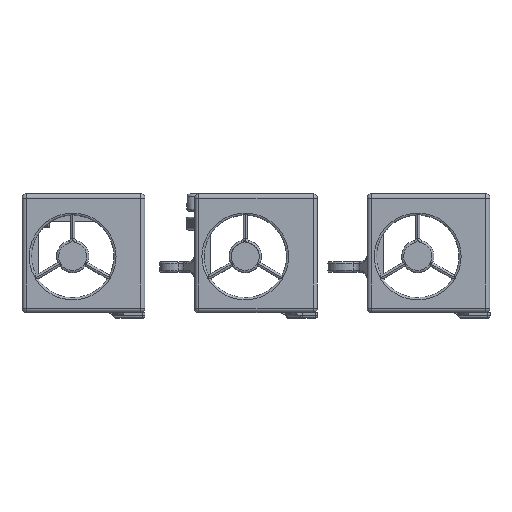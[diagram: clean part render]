
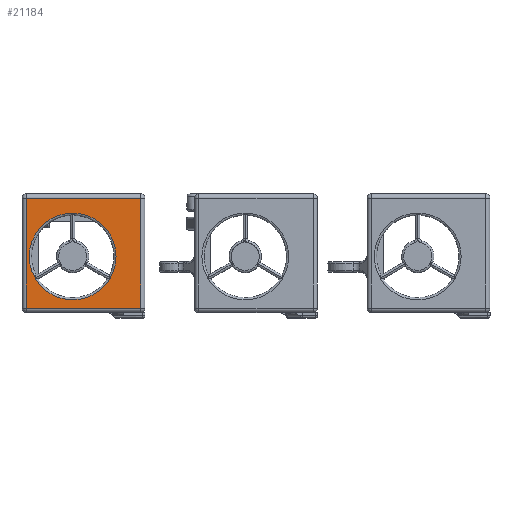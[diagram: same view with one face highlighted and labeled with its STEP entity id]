
A CAD part, top view. The second image highlights one B-rep face of the part: STEP entity #21184.
In plain terms, the highlighted planar face has unit normal (0, 0, 1).
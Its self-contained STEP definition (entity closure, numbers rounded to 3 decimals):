
#206=FACE_BOUND('',#6713,.T.);
#408=PLANE('',#22606);
#1234=LINE('',#33280,#3140);
#1235=LINE('',#33286,#3141);
#1237=LINE('',#33289,#3143);
#1238=LINE('',#33291,#3144);
#3140=VECTOR('',#25570,10.);
#3141=VECTOR('',#25579,10.);
#3143=VECTOR('',#25583,10.);
#3144=VECTOR('',#25586,10.);
#5462=FACE_OUTER_BOUND('',#6712,.T.);
#6712=EDGE_LOOP('',(#15557,#15558,#15559,#15560));
#6713=EDGE_LOOP('',(#15561,#15562,#15563));
#8288=CIRCLE('',#22607,20.1);
#8289=CIRCLE('',#22608,20.1);
#8290=CIRCLE('',#22609,20.1);
#9503=VERTEX_POINT('',#33260);
#9504=VERTEX_POINT('',#33266);
#9506=VERTEX_POINT('',#33271);
#9508=VERTEX_POINT('',#33282);
#9517=VERTEX_POINT('',#33324);
#9518=VERTEX_POINT('',#33325);
#9519=VERTEX_POINT('',#33327);
#11755=EDGE_CURVE('',#9503,#9506,#1234,.T.);
#11758=EDGE_CURVE('',#9506,#9508,#1235,.T.);
#11760=EDGE_CURVE('',#9508,#9504,#1237,.T.);
#11761=EDGE_CURVE('',#9504,#9503,#1238,.T.);
#11777=EDGE_CURVE('',#9517,#9518,#8288,.T.);
#11778=EDGE_CURVE('',#9519,#9517,#8289,.T.);
#11779=EDGE_CURVE('',#9518,#9519,#8290,.T.);
#15557=ORIENTED_EDGE('',*,*,#11755,.F.);
#15558=ORIENTED_EDGE('',*,*,#11761,.F.);
#15559=ORIENTED_EDGE('',*,*,#11760,.F.);
#15560=ORIENTED_EDGE('',*,*,#11758,.F.);
#15561=ORIENTED_EDGE('',*,*,#11777,.F.);
#15562=ORIENTED_EDGE('',*,*,#11778,.F.);
#15563=ORIENTED_EDGE('',*,*,#11779,.F.);
#21184=ADVANCED_FACE('',(#5462,#206),#408,.T.);
#22606=AXIS2_PLACEMENT_3D('',#33323,#25622,#25623);
#22607=AXIS2_PLACEMENT_3D('',#33326,#25624,#25625);
#22608=AXIS2_PLACEMENT_3D('',#33328,#25626,#25627);
#22609=AXIS2_PLACEMENT_3D('',#33329,#25628,#25629);
#25570=DIRECTION('',(0.,1.,0.));
#25579=DIRECTION('',(1.,0.,0.));
#25583=DIRECTION('',(0.,-1.,0.));
#25586=DIRECTION('',(-1.,0.,0.));
#25622=DIRECTION('center_axis',(0.,0.,1.));
#25623=DIRECTION('ref_axis',(-1.,0.,0.));
#25624=DIRECTION('center_axis',(0.,0.,1.));
#25625=DIRECTION('ref_axis',(0.,-1.,0.));
#25626=DIRECTION('center_axis',(0.,0.,1.));
#25627=DIRECTION('ref_axis',(-0.866,0.5,0.));
#25628=DIRECTION('center_axis',(0.,0.,1.));
#25629=DIRECTION('ref_axis',(0.866,0.5,0.));
#33260=CARTESIAN_POINT('',(-26.5,238.,-136.));
#33266=CARTESIAN_POINT('',(26.5,238.,-136.));
#33271=CARTESIAN_POINT('',(-26.5,289.,-136.));
#33280=CARTESIAN_POINT('',(-26.5,291.,-136.));
#33282=CARTESIAN_POINT('',(26.5,289.,-136.));
#33286=CARTESIAN_POINT('',(14.25,289.,-136.));
#33289=CARTESIAN_POINT('',(26.5,291.,-136.));
#33291=CARTESIAN_POINT('',(14.25,238.,-136.));
#33323=CARTESIAN_POINT('Origin',(28.5,291.,-136.));
#33324=CARTESIAN_POINT('',(-22.407,251.95,-136.));
#33325=CARTESIAN_POINT('',(12.407,251.95,-136.));
#33326=CARTESIAN_POINT('Origin',(-5.,262.,-136.));
#33327=CARTESIAN_POINT('',(-5.,282.1,-136.));
#33328=CARTESIAN_POINT('Origin',(-5.,262.,-136.));
#33329=CARTESIAN_POINT('Origin',(-5.,262.,-136.));
